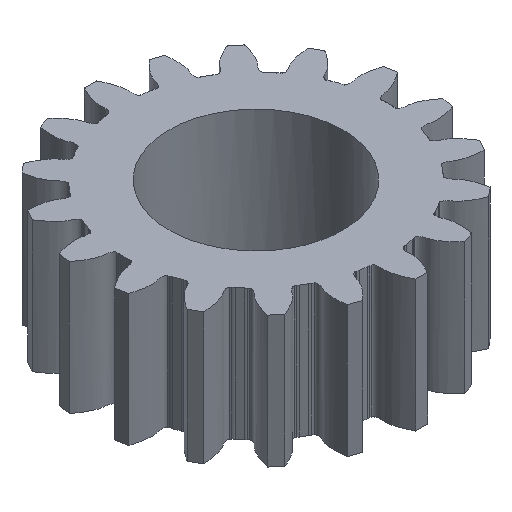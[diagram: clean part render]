
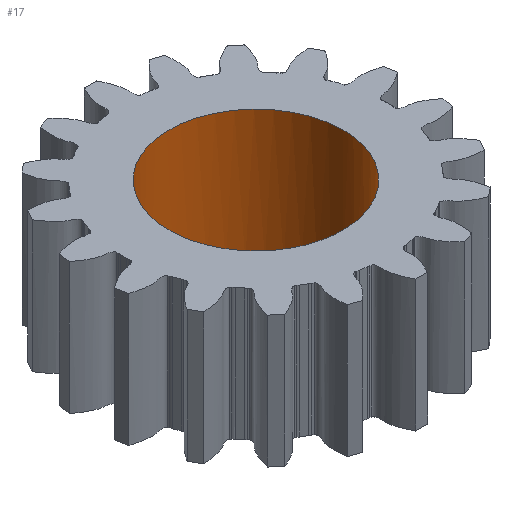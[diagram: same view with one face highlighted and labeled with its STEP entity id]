
A CAD part, isometric view. The second image highlights one B-rep face of the part: STEP entity #17.
In plain terms, the highlighted free-form (B-spline) face has degree [2, 1] with [9, 2] control points.
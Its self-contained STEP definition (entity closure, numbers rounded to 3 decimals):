
#17 = ADVANCED_FACE('',(#18),#50,.F.);
#18 = FACE_BOUND('',#19,.F.);
#19 = EDGE_LOOP('',(#20,#29,#39,#40));
#20 = ORIENTED_EDGE('',*,*,#21,.T.);
#21 = EDGE_CURVE('',#22,#24,#26,.T.);
#22 = VERTEX_POINT('',#23);
#23 = CARTESIAN_POINT('',(-5.746,0.,
    15.118));
#24 = VERTEX_POINT('',#25);
#25 = CARTESIAN_POINT('',(-5.746,0.,
    0.283));
#26 = B_SPLINE_CURVE_WITH_KNOTS('',1,(#27,#28),.UNSPECIFIED.,.F.,.F.,(2,
    2),(0.1,10.1),.PIECEWISE_BEZIER_KNOTS.);
#27 = CARTESIAN_POINT('',(-5.746,0.,
    15.118));
#28 = CARTESIAN_POINT('',(-5.746,0.,
    0.283));
#29 = ORIENTED_EDGE('',*,*,#30,.F.);
#30 = EDGE_CURVE('',#24,#24,#31,.T.);
#31 = ( BOUNDED_CURVE() B_SPLINE_CURVE(2,(#32,#33,#34,#35,#36,#37,#38),
.UNSPECIFIED.,.T.,.F.) B_SPLINE_CURVE_WITH_KNOTS((3,2,2,3),(
    3.142,5.236,7.33,9.425),
.PIECEWISE_BEZIER_KNOTS.) CURVE() GEOMETRIC_REPRESENTATION_ITEM() 
RATIONAL_B_SPLINE_CURVE((1.,0.5,1.,0.5,1.,0.5,1.)) REPRESENTATION_ITEM(
  '') );
#32 = CARTESIAN_POINT('',(-5.746,0.,
    0.283));
#33 = CARTESIAN_POINT('',(-5.746,-16.969,0.283
    ));
#34 = CARTESIAN_POINT('',(-20.442,-8.485,0.283
    ));
#35 = CARTESIAN_POINT('',(-35.138,0.,
    0.283));
#36 = CARTESIAN_POINT('',(-20.442,8.485,0.283)
  );
#37 = CARTESIAN_POINT('',(-5.746,16.969,0.283
    ));
#38 = CARTESIAN_POINT('',(-5.746,0.,
    0.283));
#39 = ORIENTED_EDGE('',*,*,#21,.F.);
#40 = ORIENTED_EDGE('',*,*,#41,.F.);
#41 = EDGE_CURVE('',#22,#22,#42,.T.);
#42 = ( BOUNDED_CURVE() B_SPLINE_CURVE(2,(#43,#44,#45,#46,#47,#48,#49),
.UNSPECIFIED.,.T.,.F.) B_SPLINE_CURVE_WITH_KNOTS((1,2,2,2,2,1),(
    -2.094,0.,2.094,4.189,6.283,
8.378),.UNSPECIFIED.) CURVE() GEOMETRIC_REPRESENTATION_ITEM() 
RATIONAL_B_SPLINE_CURVE((1.,0.5,1.,0.5,1.,0.5,1.)) REPRESENTATION_ITEM(
  '') );
#43 = CARTESIAN_POINT('',(-5.746,0.,15.118));
#44 = CARTESIAN_POINT('',(-5.746,16.969,
    15.118));
#45 = CARTESIAN_POINT('',(-20.442,8.485,15.118
    ));
#46 = CARTESIAN_POINT('',(-35.138,0.,
    15.118));
#47 = CARTESIAN_POINT('',(-20.442,-8.485,
    15.118));
#48 = CARTESIAN_POINT('',(-5.746,-16.969,
    15.118));
#49 = CARTESIAN_POINT('',(-5.746,0.,15.118));
#50 = ( BOUNDED_SURFACE() B_SPLINE_SURFACE(2,1,(
    (#51,#52)
    ,(#53,#54)
    ,(#55,#56)
    ,(#57,#58)
    ,(#59,#60)
    ,(#61,#62)
    ,(#63,#64)
    ,(#65,#66)
,(#67,#68
    )),.UNSPECIFIED.,.T.,.F.,.F.) B_SPLINE_SURFACE_WITH_KNOTS((3,2,2,2,3
    ),(2,2),(-3.142,-2.094,0.,2.094,
    3.142),(0.1,10.1),.UNSPECIFIED.) 
GEOMETRIC_REPRESENTATION_ITEM() RATIONAL_B_SPLINE_SURFACE((
    (0.75,0.75)
    ,(0.75,0.75)
    ,(1.,1.)
    ,(0.5,0.5)
    ,(1.,1.)
    ,(0.5,0.5)
    ,(1.,1.)
    ,(0.75,0.75)
,(0.75,0.75))) REPRESENTATION_ITEM('') SURFACE() );
#51 = CARTESIAN_POINT('',(-5.746,0.,
    15.118));
#52 = CARTESIAN_POINT('',(-5.746,0.,
    0.283));
#53 = CARTESIAN_POINT('',(-5.746,-5.656,
    15.118));
#54 = CARTESIAN_POINT('',(-5.746,-5.656,0.283
    ));
#55 = CARTESIAN_POINT('',(-10.645,-8.485,
    15.118));
#56 = CARTESIAN_POINT('',(-10.645,-8.485,0.283
    ));
#57 = CARTESIAN_POINT('',(-25.341,-16.969,
    15.118));
#58 = CARTESIAN_POINT('',(-25.341,-16.969,0.283
    ));
#59 = CARTESIAN_POINT('',(-25.341,0.,15.118));
#60 = CARTESIAN_POINT('',(-25.341,0.,0.283));
#61 = CARTESIAN_POINT('',(-25.341,16.969,
    15.118));
#62 = CARTESIAN_POINT('',(-25.341,16.969,0.283
    ));
#63 = CARTESIAN_POINT('',(-10.645,8.485,15.118
    ));
#64 = CARTESIAN_POINT('',(-10.645,8.485,0.283)
  );
#65 = CARTESIAN_POINT('',(-5.746,5.656,15.118
    ));
#66 = CARTESIAN_POINT('',(-5.746,5.656,0.283)
  );
#67 = CARTESIAN_POINT('',(-5.746,0.,
    15.118));
#68 = CARTESIAN_POINT('',(-5.746,0.,
    0.283));
